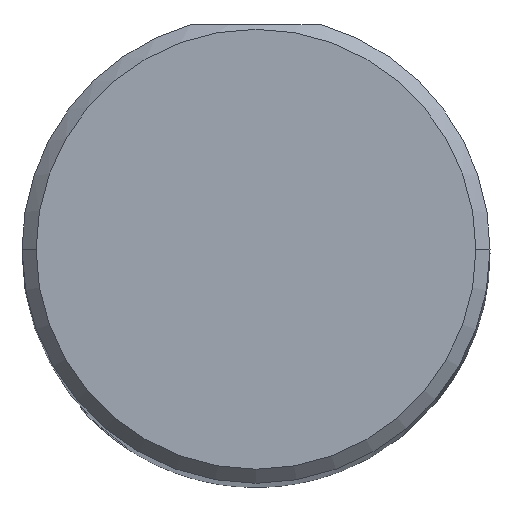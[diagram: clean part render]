
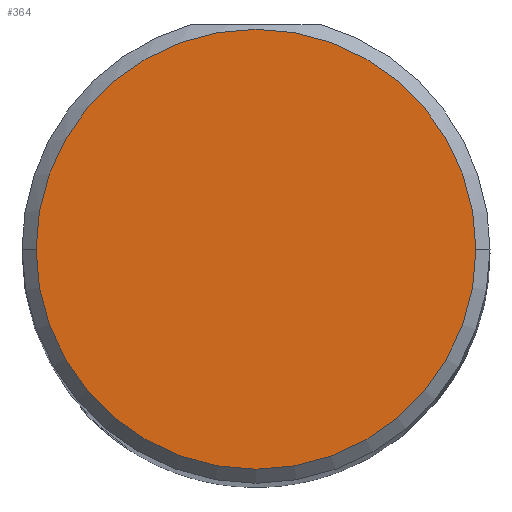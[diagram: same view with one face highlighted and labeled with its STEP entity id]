
A CAD part, top view. The second image highlights one B-rep face of the part: STEP entity #364.
In plain terms, the highlighted planar face has unit normal (0, 0, 1).
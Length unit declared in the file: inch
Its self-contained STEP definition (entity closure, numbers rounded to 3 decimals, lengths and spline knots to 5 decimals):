
#4 = ORIENTED_EDGE ( 'NONE', *, *, #228, .T. ) ;
#16 = ORIENTED_EDGE ( 'NONE', *, *, #563, .T. ) ;
#28 = EDGE_LOOP ( 'NONE', ( #4, #16 ) ) ;
#36 = DIRECTION ( 'NONE',  ( 1., 0., 0. ) ) ;
#44 = CARTESIAN_POINT ( 'NONE',  ( -0.235, 0., 3. ) ) ;
#45 = AXIS2_PLACEMENT_3D ( 'NONE', #697, #396, #625 ) ;
#123 = AXIS2_PLACEMENT_3D ( 'NONE', #147, #655, #36 ) ;
#127 = DIRECTION ( 'NONE',  ( 0., 0., 1. ) ) ;
#147 = CARTESIAN_POINT ( 'NONE',  ( 0., 0., 3. ) ) ;
#192 = CARTESIAN_POINT ( 'NONE',  ( 0.235, 0., 3. ) ) ;
#228 = EDGE_CURVE ( 'NONE', #440, #237, #377, .T. ) ;
#237 = VERTEX_POINT ( 'NONE', #192 ) ;
#258 = AXIS2_PLACEMENT_3D ( 'NONE', #635, #127, #345 ) ;
#328 = PLANE ( 'NONE',  #258 ) ;
#345 = DIRECTION ( 'NONE',  ( 1., 0., 0. ) ) ;
#364 = ADVANCED_FACE ( 'NONE', ( #404 ), #328, .T. ) ;
#377 = CIRCLE ( 'NONE', #123, 0.235 ) ;
#396 = DIRECTION ( 'NONE',  ( 0., 0., 1. ) ) ;
#404 = FACE_OUTER_BOUND ( 'NONE', #28, .T. ) ;
#440 = VERTEX_POINT ( 'NONE', #44 ) ;
#456 = CIRCLE ( 'NONE', #45, 0.235 ) ;
#563 = EDGE_CURVE ( 'NONE', #237, #440, #456, .T. ) ;
#625 = DIRECTION ( 'NONE',  ( 1., 0., 0. ) ) ;
#635 = CARTESIAN_POINT ( 'NONE',  ( 0., 0., 3. ) ) ;
#655 = DIRECTION ( 'NONE',  ( 0., 0., 1. ) ) ;
#697 = CARTESIAN_POINT ( 'NONE',  ( 0., 0., 3. ) ) ;
